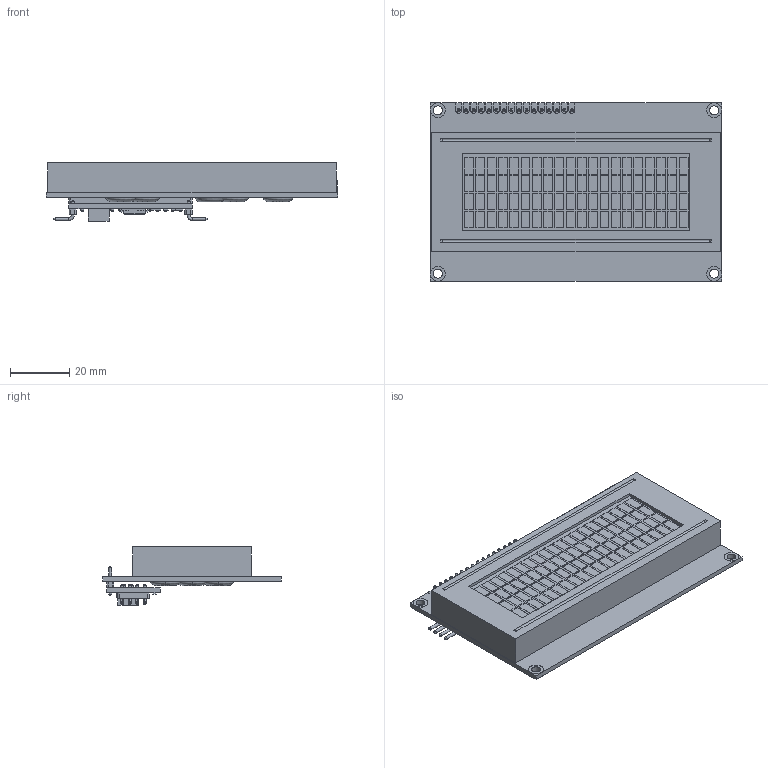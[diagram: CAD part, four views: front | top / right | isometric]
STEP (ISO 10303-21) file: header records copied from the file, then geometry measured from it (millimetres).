
FILE_DESCRIPTION(/* description */ (''),/* implementation_level */ '2;1');
FILE_NAME(/* name */ 'LCD 20x4 & Module Assem v1.step',/* time_stamp */ '2019-04-22T15:36:45+01:00',/* author */ ('adamshortuk'),/* organization */ (''),/* preprocessor_version */ 'ST-DEVELOPER v18',/* originating_system */ 'Autodesk Translation Framework v8.2.0.1029',/* authorisation */ '');
FILE_SCHEMA (('AUTOMOTIVE_DESIGN { 1 0 10303 214 3 1 1 }'));
Products named in the file (6): LCD 20x4 & Module Assem; LCD 20x4 Display; I2C LCD Assem; I2C LCD Adapter PCF8574; 2 way header curved; 4 way header curved
Assembly tree (5 placements, depth 3):
  LCD 20x4 & Module Assem
    LCD 20x4 Display
    I2C LCD Assem
      I2C LCD Adapter PCF8574
      2 way header curved
      4 way header curved
Bounding box: 98 x 60 x 19.65 mm (x, y, z)
Volume: 48773.6 mm3; surface area: 18767.6 mm2
Topology: 8 solids, 8 shells, 1515 faces, 4079 edges, 2778 vertices
Faces by surface type: plane 1134, cylinder 184, bspline 159, cone 38
Full cylindrical faces by diameter (mm): 1 x66, 1.5 x44, 3 x4, 3.5 x1, 5 x8
Entity records: 62574 total; most frequent: CARTESIAN_POINT 23095, ORIENTED_EDGE 8158, DIRECTION 7263, EDGE_CURVE 4079, LINE 3029, VECTOR 3029, VERTEX_POINT 2778, AXIS2_PLACEMENT_3D 2117
